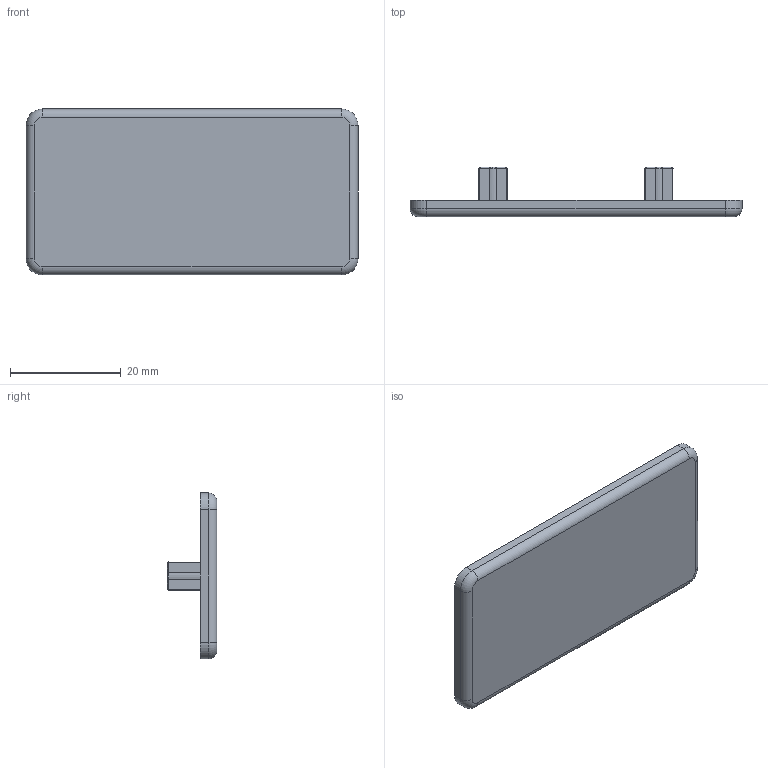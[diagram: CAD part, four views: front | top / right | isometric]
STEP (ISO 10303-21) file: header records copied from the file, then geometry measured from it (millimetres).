
FILE_DESCRIPTION (( 'STEP AP214' ), '1' );
FILE_NAME ('084.201.087.STEP', '2019-02-14T15:59:50', ( '' ), ( '' ), 'SwSTEP 2.0', 'SolidWorks 2018', '' );
FILE_SCHEMA (( 'AUTOMOTIVE_DESIGN' ));
Length unit declared in the file: millimetre
Products named in the file (1): 084.201.087
Bounding box: 60 x 9 x 30 mm (x, y, z)
Volume: 4126.8 mm3; surface area: 4532.4 mm2
Topology: 1 solids, 1 shells, 129 faces, 312 edges, 193 vertices
Faces by surface type: cylinder 46, plane 37, bspline 24, torus 22
Entity records: 3941 total; most frequent: CARTESIAN_POINT 1051, ORIENTED_EDGE 624, DIRECTION 541, EDGE_CURVE 312, AXIS2_PLACEMENT_3D 195, VERTEX_POINT 193, VECTOR 151, LINE 151
